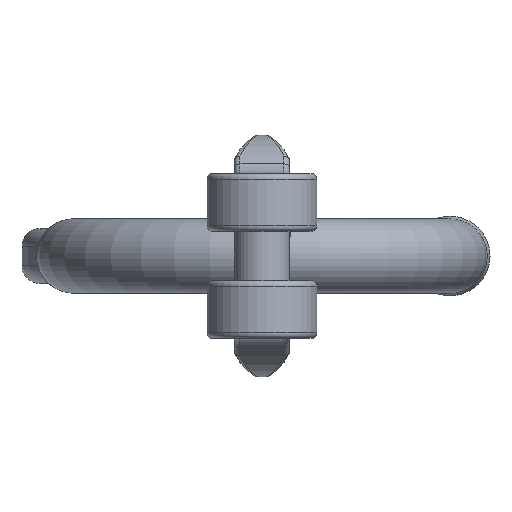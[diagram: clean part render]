
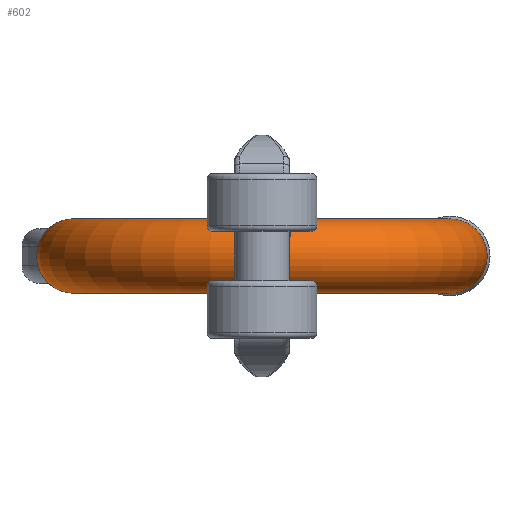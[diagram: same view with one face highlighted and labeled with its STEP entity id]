
A CAD part, front view. The second image highlights one B-rep face of the part: STEP entity #602.
In plain terms, the highlighted toroidal (fillet/blend) face has major radius 68.5 mm and minor radius 13.5 mm.
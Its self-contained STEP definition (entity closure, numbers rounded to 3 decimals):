
#568=TOROIDAL_SURFACE('',#5208,68.5,13.5);
#602=ADVANCED_FACE('',(#2010,#2011),#568,.T.);
#2010=FACE_BOUND('',#2060,.T.);
#2011=FACE_BOUND('',#2061,.T.);
#2060=EDGE_LOOP('',(#2422));
#2061=EDGE_LOOP('',(#2423));
#2422=ORIENTED_EDGE('',*,*,#4336,.T.);
#2423=ORIENTED_EDGE('',*,*,#4374,.F.);
#3854=VERTEX_POINT('',#6411);
#3892=VERTEX_POINT('',#6669);
#4336=EDGE_CURVE('',#3854,#3854,#5074,.T.);
#4374=EDGE_CURVE('',#3892,#3892,#5076,.T.);
#5074=CIRCLE('',#5189,13.5);
#5076=CIRCLE('',#5201,13.5);
#5189=AXIS2_PLACEMENT_3D('',#6410,#5475,#5476);
#5201=AXIS2_PLACEMENT_3D('',#6668,#5507,#5508);
#5208=AXIS2_PLACEMENT_3D('',#6679,#5521,#5522);
#5475=DIRECTION('',(0.,-1.,0.));
#5476=DIRECTION('',(1.,0.,0.));
#5507=DIRECTION('',(0.,1.,0.));
#5508=DIRECTION('',(-1.,0.,0.));
#5521=DIRECTION('',(0.,0.,1.));
#5522=DIRECTION('',(1.,0.,0.));
#6410=CARTESIAN_POINT('',(-68.5,-40.,0.));
#6411=CARTESIAN_POINT('',(-55.,-40.,0.));
#6668=CARTESIAN_POINT('',(68.5,-40.,0.));
#6669=CARTESIAN_POINT('',(55.,-40.,0.));
#6679=CARTESIAN_POINT('',(0.,-40.,0.));
